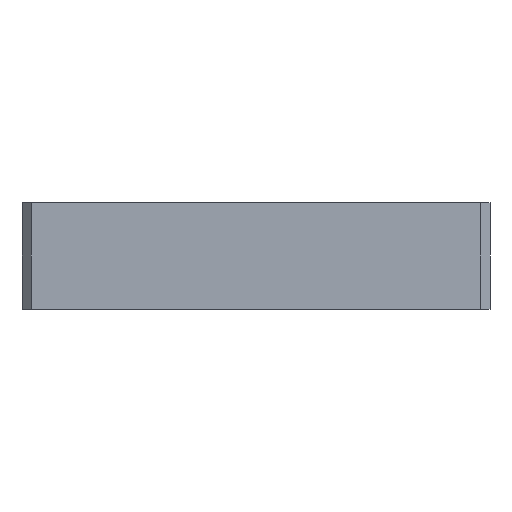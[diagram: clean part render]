
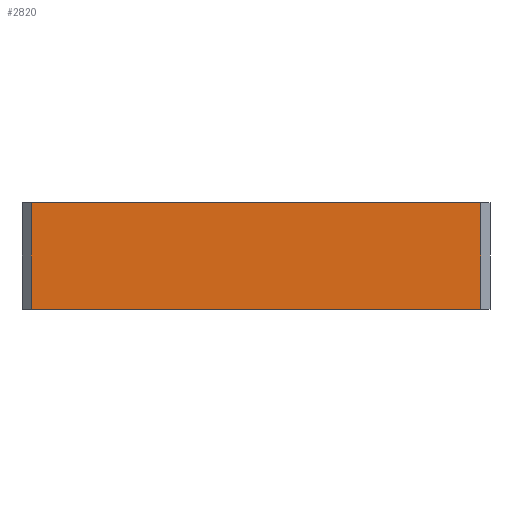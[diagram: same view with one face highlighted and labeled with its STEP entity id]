
A CAD part, left-side view. The second image highlights one B-rep face of the part: STEP entity #2820.
In plain terms, the highlighted planar face has unit normal (-1, 0, 0).
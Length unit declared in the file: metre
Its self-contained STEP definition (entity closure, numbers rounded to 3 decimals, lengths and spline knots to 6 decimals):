
#213=ORIENTED_EDGE('',*,*,#1002,.F.);
#214=ORIENTED_EDGE('',*,*,#1003,.F.);
#215=ORIENTED_EDGE('',*,*,#1000,.T.);
#216=ORIENTED_EDGE('',*,*,#1004,.T.);
#1000=EDGE_CURVE('',#1386,#1385,#1668,.T.);
#1002=EDGE_CURVE('',#1387,#1388,#1670,.T.);
#1003=EDGE_CURVE('',#1386,#1387,#1671,.T.);
#1004=EDGE_CURVE('',#1385,#1388,#1672,.T.);
#1385=VERTEX_POINT('',#4149);
#1386=VERTEX_POINT('',#4151);
#1387=VERTEX_POINT('',#4155);
#1388=VERTEX_POINT('',#4156);
#1668=LINE('',#4150,#2056);
#1670=LINE('',#4154,#2058);
#1671=LINE('',#4157,#2059);
#1672=LINE('',#4158,#2060);
#2056=VECTOR('',#3341,1.);
#2058=VECTOR('',#3345,1.);
#2059=VECTOR('',#3346,1.);
#2060=VECTOR('',#3347,1.);
#2334=EDGE_LOOP('',(#213,#214,#215,#216));
#2510=FACE_BOUND('',#2334,.T.);
#2678=PLANE('',#2987);
#2820=ADVANCED_FACE('',(#2510),#2678,.F.);
#2987=AXIS2_PLACEMENT_3D('',#4153,#3343,#3344);
#3341=DIRECTION('',(0.,0.,-1.));
#3343=DIRECTION('',(1.,0.,0.));
#3344=DIRECTION('',(0.,0.,-1.));
#3345=DIRECTION('',(0.,0.,-1.));
#3346=DIRECTION('',(0.,-1.,0.));
#3347=DIRECTION('',(0.,-1.,0.));
#4149=CARTESIAN_POINT('',(-0.075,0.072,0.));
#4150=CARTESIAN_POINT('',(-0.075,0.072,0.034));
#4151=CARTESIAN_POINT('',(-0.075,0.072,0.034));
#4153=CARTESIAN_POINT('',(-0.075,0.069172,0.034));
#4154=CARTESIAN_POINT('',(-0.075,-0.072,0.034));
#4155=CARTESIAN_POINT('',(-0.075,-0.072,0.034));
#4156=CARTESIAN_POINT('',(-0.075,-0.072,0.));
#4157=CARTESIAN_POINT('',(-0.075,0.069172,0.034));
#4158=CARTESIAN_POINT('',(-0.075,0.069172,0.));
